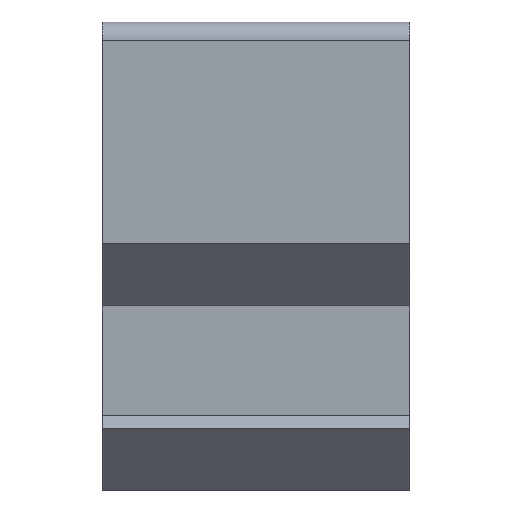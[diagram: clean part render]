
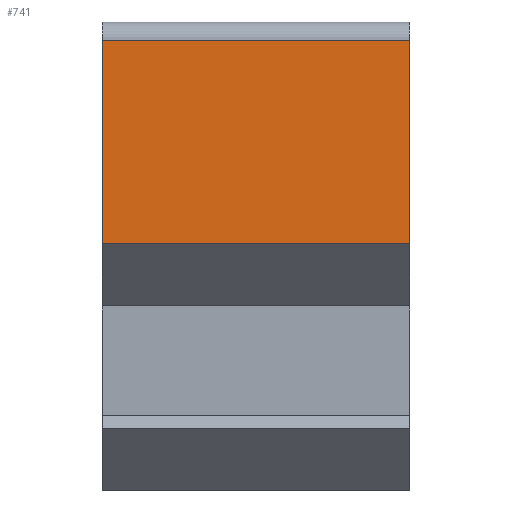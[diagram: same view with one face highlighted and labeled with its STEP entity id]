
A CAD part, left-side view. The second image highlights one B-rep face of the part: STEP entity #741.
In plain terms, the highlighted planar face has unit normal (-1, 0, 0).
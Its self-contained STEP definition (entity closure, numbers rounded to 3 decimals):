
#43=PLANE('',#802);
#68=FACE_OUTER_BOUND('',#105,.T.);
#105=EDGE_LOOP('',(#572,#573,#574,#575));
#168=LINE('',#1108,#241);
#174=LINE('',#1129,#247);
#189=LINE('',#1163,#262);
#190=LINE('',#1165,#263);
#241=VECTOR('',#881,10.);
#247=VECTOR('',#899,10.);
#262=VECTOR('',#934,10.);
#263=VECTOR('',#937,10.);
#347=VERTEX_POINT('',#1105);
#348=VERTEX_POINT('',#1107);
#356=VERTEX_POINT('',#1125);
#366=VERTEX_POINT('',#1161);
#419=EDGE_CURVE('',#347,#348,#168,.T.);
#430=EDGE_CURVE('',#348,#356,#174,.T.);
#447=EDGE_CURVE('',#347,#366,#189,.T.);
#448=EDGE_CURVE('',#356,#366,#190,.T.);
#572=ORIENTED_EDGE('',*,*,#430,.F.);
#573=ORIENTED_EDGE('',*,*,#419,.F.);
#574=ORIENTED_EDGE('',*,*,#447,.T.);
#575=ORIENTED_EDGE('',*,*,#448,.F.);
#741=ADVANCED_FACE('',(#68),#43,.T.);
#802=AXIS2_PLACEMENT_3D('',#1164,#935,#936);
#881=DIRECTION('',(0.,0.,1.));
#899=DIRECTION('',(0.,-1.,0.));
#934=DIRECTION('',(0.,-1.,0.));
#935=DIRECTION('center_axis',(-1.,0.,0.));
#936=DIRECTION('ref_axis',(0.,0.,-1.));
#937=DIRECTION('',(0.,0.,-1.));
#1105=CARTESIAN_POINT('',(-61.,25.,8.));
#1107=CARTESIAN_POINT('',(-61.,25.,41.));
#1108=CARTESIAN_POINT('',(-61.,25.,8.));
#1125=CARTESIAN_POINT('',(-61.,-25.,41.));
#1129=CARTESIAN_POINT('',(-61.,0.,41.));
#1161=CARTESIAN_POINT('',(-61.,-25.,8.));
#1163=CARTESIAN_POINT('',(-61.,25.,8.));
#1164=CARTESIAN_POINT('Origin',(-61.,25.,44.));
#1165=CARTESIAN_POINT('',(-61.,-25.,8.));
